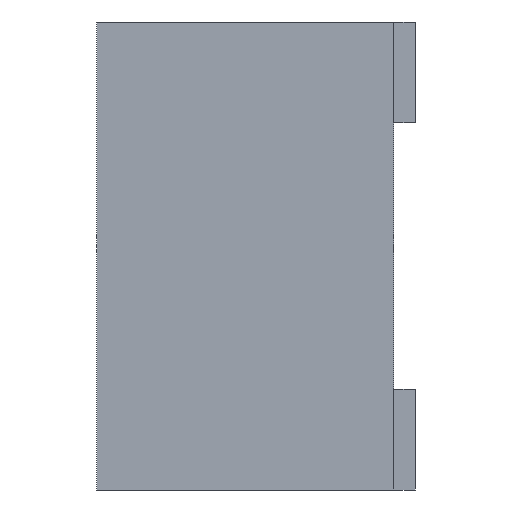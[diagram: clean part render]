
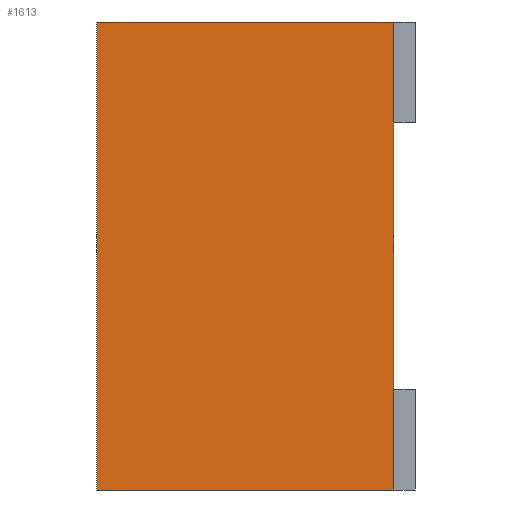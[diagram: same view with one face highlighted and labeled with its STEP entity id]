
A CAD part, left-side view. The second image highlights one B-rep face of the part: STEP entity #1613.
In plain terms, the highlighted planar face has unit normal (-1, 0, 0).
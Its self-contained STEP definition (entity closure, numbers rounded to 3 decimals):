
#3 = LINE ( 'NONE', #680, #1058 ) ;
#18 = CARTESIAN_POINT ( 'NONE',  ( -54.101, 2.6, -26.749 ) ) ;
#60 = ORIENTED_EDGE ( 'NONE', *, *, #164, .T. ) ;
#71 = VERTEX_POINT ( 'NONE', #1026 ) ;
#164 = EDGE_CURVE ( 'NONE', #1543, #304, #1162, .T. ) ;
#170 = DIRECTION ( 'NONE',  ( 0., 0., -1. ) ) ;
#232 = LINE ( 'NONE', #309, #935 ) ;
#285 = LINE ( 'NONE', #1665, #1036 ) ;
#304 = VERTEX_POINT ( 'NONE', #625 ) ;
#309 = CARTESIAN_POINT ( 'NONE',  ( -54.101, 2.6, -26.749 ) ) ;
#426 = AXIS2_PLACEMENT_3D ( 'NONE', #18, #1023, #170 ) ;
#625 = CARTESIAN_POINT ( 'NONE',  ( -54.101, 0., 3.501 ) ) ;
#680 = CARTESIAN_POINT ( 'NONE',  ( -54.101, 19.2, -25.349 ) ) ;
#725 = EDGE_CURVE ( 'NONE', #1607, #1543, #232, .T. ) ;
#774 = VECTOR ( 'NONE', #958, 1000. ) ;
#778 = DIRECTION ( 'NONE',  ( 0., -1., 0. ) ) ;
#805 = CARTESIAN_POINT ( 'NONE',  ( -54.101, 0., -26.749 ) ) ;
#828 = CARTESIAN_POINT ( 'NONE',  ( -54.101, 19.2, -26.749 ) ) ;
#935 = VECTOR ( 'NONE', #1460, 1000. ) ;
#958 = DIRECTION ( 'NONE',  ( 0., 0., 1. ) ) ;
#1023 = DIRECTION ( 'NONE',  ( 1., 0., 0. ) ) ;
#1026 = CARTESIAN_POINT ( 'NONE',  ( -54.101, 19.2, 3.501 ) ) ;
#1036 = VECTOR ( 'NONE', #778, 1000. ) ;
#1045 = EDGE_CURVE ( 'NONE', #71, #304, #285, .T. ) ;
#1058 = VECTOR ( 'NONE', #1846, 1000. ) ;
#1125 = PLANE ( 'NONE',  #426 ) ;
#1162 = LINE ( 'NONE', #805, #774 ) ;
#1258 = FACE_OUTER_BOUND ( 'NONE', #1590, .T. ) ;
#1407 = CARTESIAN_POINT ( 'NONE',  ( -54.101, 0., -26.749 ) ) ;
#1460 = DIRECTION ( 'NONE',  ( 0., -1., 0. ) ) ;
#1465 = ORIENTED_EDGE ( 'NONE', *, *, #1045, .F. ) ;
#1543 = VERTEX_POINT ( 'NONE', #1407 ) ;
#1590 = EDGE_LOOP ( 'NONE', ( #1465, #1870, #1685, #60 ) ) ;
#1607 = VERTEX_POINT ( 'NONE', #828 ) ;
#1613 = ADVANCED_FACE ( 'NONE', ( #1258 ), #1125, .F. ) ;
#1665 = CARTESIAN_POINT ( 'NONE',  ( -54.101, 2.6, 3.501 ) ) ;
#1685 = ORIENTED_EDGE ( 'NONE', *, *, #725, .T. ) ;
#1844 = EDGE_CURVE ( 'NONE', #71, #1607, #3, .T. ) ;
#1846 = DIRECTION ( 'NONE',  ( 0., 0., -1. ) ) ;
#1870 = ORIENTED_EDGE ( 'NONE', *, *, #1844, .T. ) ;
